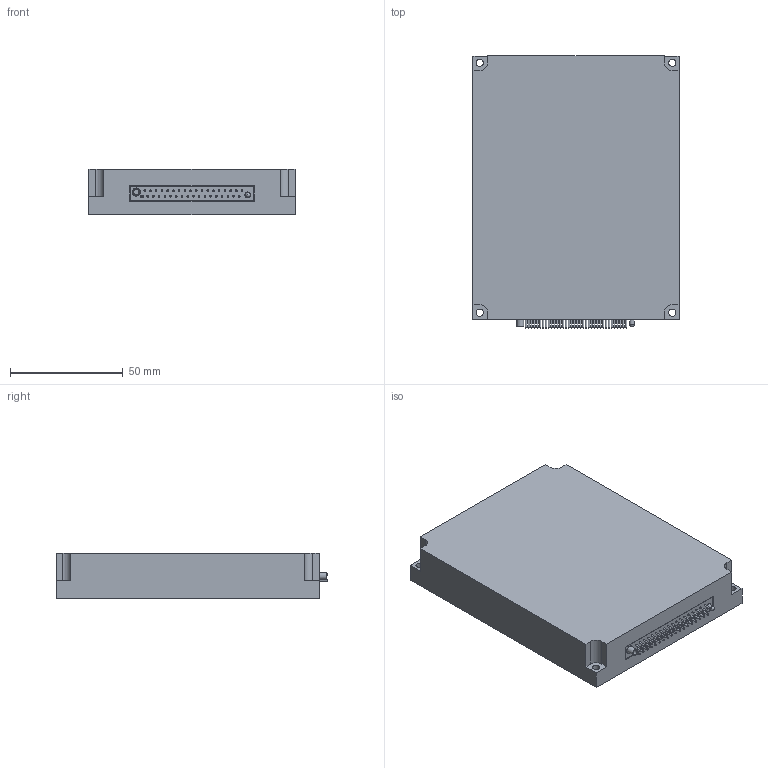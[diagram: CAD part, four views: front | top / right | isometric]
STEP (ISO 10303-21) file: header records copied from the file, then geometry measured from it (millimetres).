
FILE_DESCRIPTION(/* description */ ('Unknown'),/* implementation_level */ '2;1');
FILE_NAME(/* name */ 'M7325001',/* time_stamp */ '2020-03-19T15:59:33-04:00',/* author */ ('Unknown'),/* organization */ ('Unknown'),/* preprocessor_version */ 'ST-DEVELOPER v16.7',/* originating_system */ 'DEX',/* authorisation */ $);
FILE_SCHEMA (('CONFIG_CONTROL_DESIGN'));
Length unit declared in the file: millimetre
Products named in the file (3): M7325001; MAIN BODY; WTAV36PD7J-R54
Assembly tree (2 placements, depth 2):
  M7325001
    MAIN BODY
    WTAV36PD7J-R54
Bounding box: 91.44 x 120.65 x 20.32 mm (x, y, z)
Volume: 215051.2 mm3; surface area: 33456.4 mm2
Topology: 3 solids, 3 shells, 289 faces, 600 edges, 402 vertices
Faces by surface type: plane 126, cylinder 90, torus 73
Full cylindrical faces by diameter (mm): 0.686 x36, 0.711 x36, 0.762 x1, 2 x2, 2.007 x1, 2.423 x1, 2.6 x2, 2.607 x1, 3.023 x1, 3.2 x4, 3.623 x1
Entity records: 8142 total; most frequent: DIRECTION 1199, CARTESIAN_POINT 977, ORIENTED_EDGE 724, AXIS2_PLACEMENT_3D 545, EDGE_LOOP 541, FACE_BOUND 541, EDGE_CURVE 362, VERTEX_POINT 323
